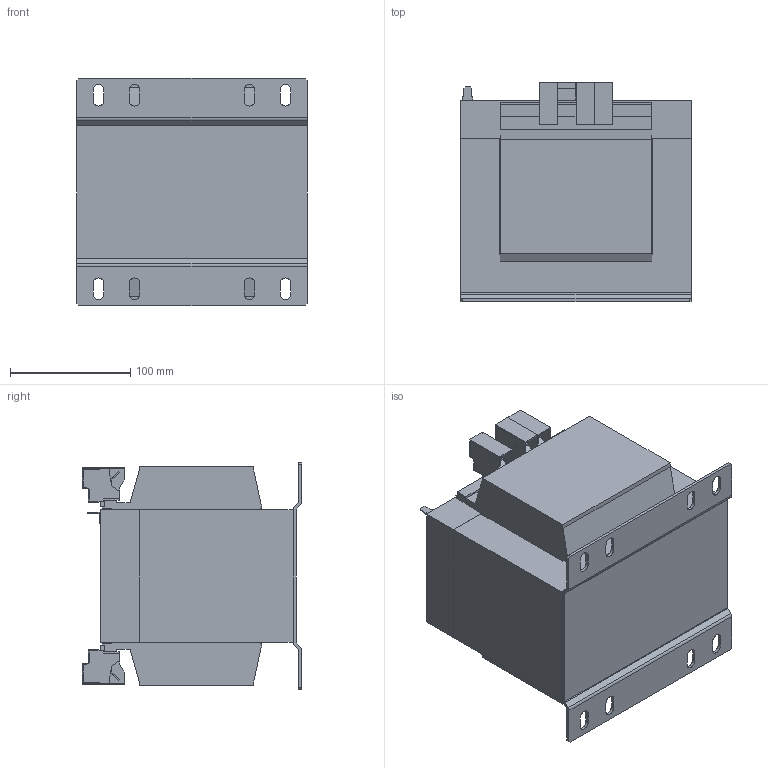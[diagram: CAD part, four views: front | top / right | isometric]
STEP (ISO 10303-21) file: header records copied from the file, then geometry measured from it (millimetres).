
FILE_DESCRIPTION (( 'STEP AP214' ), '1' );
FILE_NAME ('178207_defeature.STEP', '2023-07-12T13:17:14', ( '' ), ( '' ), 'SwSTEP 2.0', 'SolidWorks 2018', '' );
FILE_SCHEMA (( 'AUTOMOTIVE_DESIGN' ));
Length unit declared in the file: millimetre
Products named in the file (1): 178207_defeature
Bounding box: 192 x 182.62 x 189 mm (x, y, z)
Volume: 4489486.9 mm3; surface area: 317749.5 mm2
Topology: 1 solids, 1 shells, 537 faces, 1629 edges, 1094 vertices
Faces by surface type: plane 449, cylinder 88
Entity records: 18173 total; most frequent: CARTESIAN_POINT 3261, ORIENTED_EDGE 3258, DIRECTION 2881, EDGE_CURVE 1629, VECTOR 1453, LINE 1453, VERTEX_POINT 1094, AXIS2_PLACEMENT_3D 714
